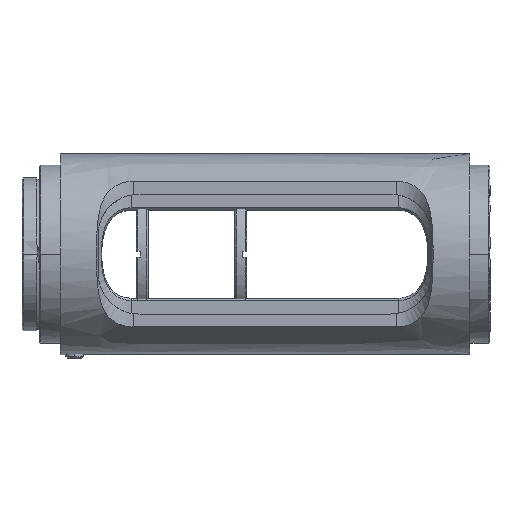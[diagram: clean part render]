
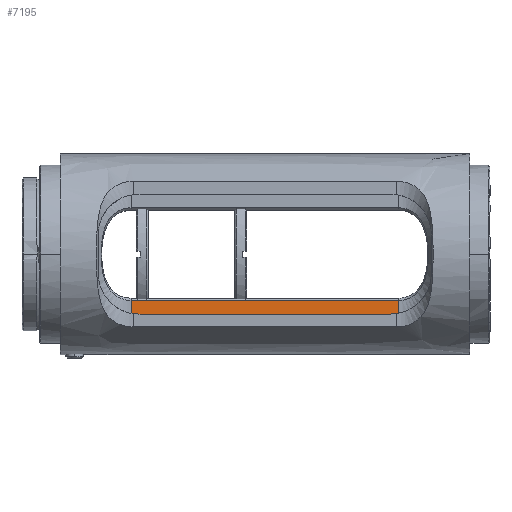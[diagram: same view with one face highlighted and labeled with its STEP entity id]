
A CAD part, top view. The second image highlights one B-rep face of the part: STEP entity #7195.
In plain terms, the highlighted free-form (B-spline) face has degree [1, 1] with [2, 2] control points.
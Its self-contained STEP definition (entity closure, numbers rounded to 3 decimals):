
#24 = CARTESIAN_POINT ( 'NONE',  ( -35.857, -7.92, 10.8 ) ) ;
#38 = CARTESIAN_POINT ( 'NONE',  ( -35.857, -10.767, 10.8 ) ) ;
#191 = ORIENTED_EDGE ( 'NONE', *, *, #12209, .F. ) ;
#785 = VERTEX_POINT ( 'NONE', #2286 ) ;
#1970 = B_SPLINE_SURFACE_WITH_KNOTS ( 'NONE', 1, 1, ( 
 ( #3889, #9044 ),
 ( #9980, #9169 ) ),
 .UNSPECIFIED., .F., .F., .F.,
 ( 2, 2 ),
 ( 2, 2 ),
 ( 0., 1. ),
 ( 0., 1. ),
 .UNSPECIFIED. ) ;
#2286 = CARTESIAN_POINT ( 'NONE',  ( -81.577, -7.92, 10.8 ) ) ;
#3025 = CARTESIAN_POINT ( 'NONE',  ( -35.857, -10.767, 10.8 ) ) ;
#3430 = EDGE_CURVE ( 'NONE', #7578, #11812, #8281, .T. ) ;
#3625 = EDGE_CURVE ( 'NONE', #785, #3791, #11782, .T. ) ;
#3791 = VERTEX_POINT ( 'NONE', #13082 ) ;
#3889 = CARTESIAN_POINT ( 'NONE',  ( -81.577, -10.767, 10.8 ) ) ;
#4180 = CARTESIAN_POINT ( 'NONE',  ( -81.577, -10.767, 10.8 ) ) ;
#4246 = CARTESIAN_POINT ( 'NONE',  ( -35.857, -7.92, 10.8 ) ) ;
#4862 = CARTESIAN_POINT ( 'NONE',  ( -81.577, -10.767, 10.8 ) ) ;
#5138 = B_SPLINE_CURVE_WITH_KNOTS ( 'NONE', 1,
 ( #4246, #10272 ),
 .UNSPECIFIED., .F., .F.,
 ( 2, 2 ),
 ( -1., 0. ),
 .UNSPECIFIED. ) ;
#5514 = ORIENTED_EDGE ( 'NONE', *, *, #3625, .T. ) ;
#5897 = CARTESIAN_POINT ( 'NONE',  ( -35.857, -7.92, 10.8 ) ) ;
#6512 = ORIENTED_EDGE ( 'NONE', *, *, #3430, .T. ) ;
#7052 = CARTESIAN_POINT ( 'NONE',  ( -35.857, -10.767, 10.8 ) ) ;
#7195 = ADVANCED_FACE ( 'NONE', ( #8906 ), #1970, .T. ) ;
#7536 = EDGE_LOOP ( 'NONE', ( #12329, #5514, #191, #6512 ) ) ;
#7578 = VERTEX_POINT ( 'NONE', #38 ) ;
#8281 = B_SPLINE_CURVE_WITH_KNOTS ( 'NONE', 1,
 ( #3025, #24 ),
 .UNSPECIFIED., .F., .F.,
 ( 2, 2 ),
 ( 0., 1. ),
 .UNSPECIFIED. ) ;
#8906 = FACE_OUTER_BOUND ( 'NONE', #7536, .T. ) ;
#9018 = CARTESIAN_POINT ( 'NONE',  ( -81.577, -7.92, 10.8 ) ) ;
#9044 = CARTESIAN_POINT ( 'NONE',  ( -81.577, -7.92, 10.8 ) ) ;
#9169 = CARTESIAN_POINT ( 'NONE',  ( -35.857, -7.92, 10.8 ) ) ;
#9980 = CARTESIAN_POINT ( 'NONE',  ( -35.857, -10.767, 10.8 ) ) ;
#10272 = CARTESIAN_POINT ( 'NONE',  ( -81.577, -7.92, 10.8 ) ) ;
#11782 = B_SPLINE_CURVE_WITH_KNOTS ( 'NONE', 1,
 ( #9018, #4862 ),
 .UNSPECIFIED., .F., .F.,
 ( 2, 2 ),
 ( -1., 0. ),
 .UNSPECIFIED. ) ;
#11812 = VERTEX_POINT ( 'NONE', #5897 ) ;
#11926 =( BOUNDED_CURVE ( )  B_SPLINE_CURVE ( 1, ( #7052, #4180 ),
 .UNSPECIFIED., .F., .F. ) 
 B_SPLINE_CURVE_WITH_KNOTS ( ( 2, 2 ),
 ( 0., 1. ),
 .UNSPECIFIED. ) 
 CURVE ( )  GEOMETRIC_REPRESENTATION_ITEM ( )  RATIONAL_B_SPLINE_CURVE ( ( 0.586, 0.586 ) ) 
 REPRESENTATION_ITEM ( '' )  );
#12209 = EDGE_CURVE ( 'NONE', #7578, #3791, #11926, .T. ) ;
#12219 = EDGE_CURVE ( 'NONE', #11812, #785, #5138, .T. ) ;
#12329 = ORIENTED_EDGE ( 'NONE', *, *, #12219, .T. ) ;
#13082 = CARTESIAN_POINT ( 'NONE',  ( -81.577, -10.767, 10.8 ) ) ;
